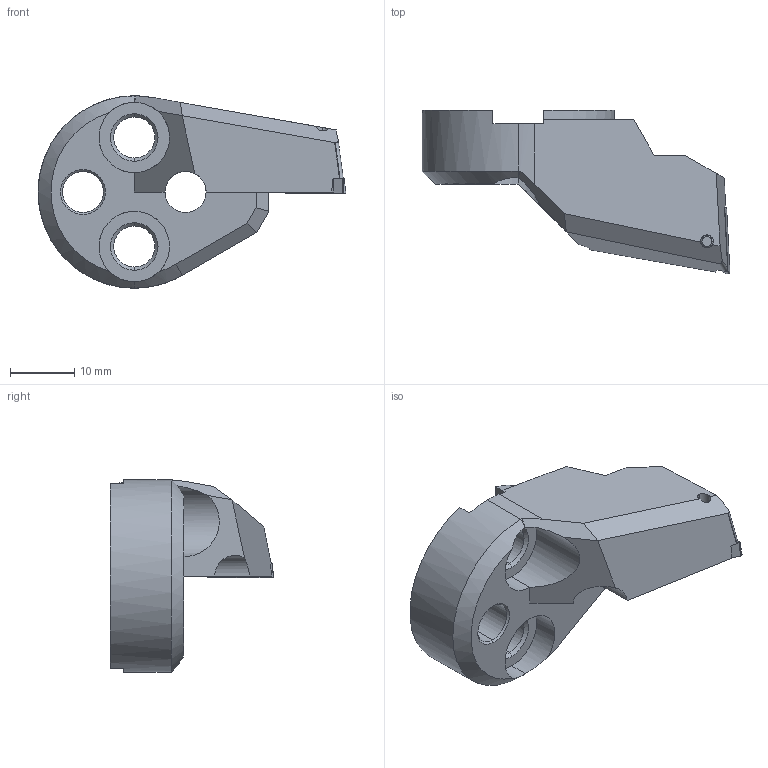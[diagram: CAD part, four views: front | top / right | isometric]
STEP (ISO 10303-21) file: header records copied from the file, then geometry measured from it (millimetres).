
FILE_DESCRIPTION(('no description'),'unknown implementation level');
FILE_NAME('C96DAFBE-7E4E-49E9-BD90-BA8542F6F6EB_export.stp',' ',('CIMSOURCE GmbH'),('CADClick - KiM GmbH - www.kimweb.de'),'unknown preprocess','ACIS','unknown authorization');
FILE_SCHEMA(('automotive_design'));
Length unit declared in the file: millimetre
Products named in the file (4): 626.909 Kaiser EK 104-128 TC11|694.122 Kaiser ETL M2.5x6.5 T7 IP 10S;Kreismuster1; 626.909 Kaiser EK 104-128 TC11|655.383 Kaiser TCGT 110204 K10C;Kombinieren1; 626.909 Kaiser EK 104-128 TC11|626.909 Kaiser EK 104-128 TC11-1;Verrundung1; 626.909 Kaiser EK 104-128 TC11|626.909 Kaiser EK 104-128 TC11;<N016.05 (TC 1102) PLS rechts Freistellung neutral>-<<0640.021>-<Kombinieren1>>
Bounding box: 48 x 25.5 x 30 mm (x, y, z)
Volume: 10672.5 mm3; surface area: 5103.5 mm2
Topology: 4 solids, 4 shells, 154 faces, 385 edges, 240 vertices
Faces by surface type: plane 54, cylinder 50, cone 42, torus 8
Entity records: 9117 total; most frequent: CARTESIAN_POINT 871, DIRECTION 851, STYLED_ITEM 783, PRESENTATION_STYLE_ASSIGNMENT 783, COLOUR_RGB 783, ORIENTED_EDGE 770, EDGE_CURVE 385, CURVE_STYLE 385
